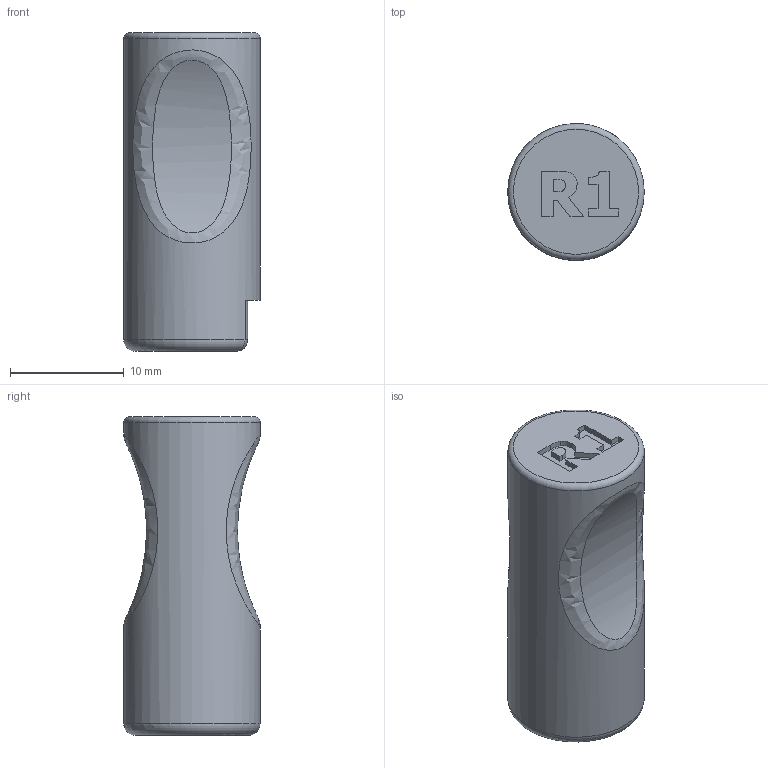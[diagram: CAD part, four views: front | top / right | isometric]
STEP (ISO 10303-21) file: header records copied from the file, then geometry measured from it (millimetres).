
FILE_DESCRIPTION(/* description */ (''),/* implementation_level */ '2;1');
FILE_NAME(/* name */ 'SP1-76-002-02-hmatnk-F1.stp',/* time_stamp */ '2024-04-16T12:54:55+02:00',/* author */ ('jan.mikulacek'),/* organization */ (''),/* preprocessor_version */ 'ST-DEVELOPER v19.2',/* originating_system */ 'Autodesk Inventor 2023',/* authorisation */ '');
FILE_SCHEMA (('AUTOMOTIVE_DESIGN { 1 0 10303 214 3 1 1 }'));
Length unit declared in the file: millimetre
Products named in the file (1): SP1-76-002-02-hmatník-F1
Bounding box: 12 x 12 x 28 mm (x, y, z)
Volume: 2578.5 mm3; surface area: 1512 mm2
Topology: 1 solids, 1 shells, 68 faces, 166 edges, 105 vertices
Faces by surface type: plane 44, bspline 11, cylinder 9, sphere 2, torus 2
Full cylindrical faces by diameter (mm): 12 x1
Entity records: 2399 total; most frequent: CARTESIAN_POINT 773, ORIENTED_EDGE 332, DIRECTION 281, EDGE_CURVE 166, LINE 123, VECTOR 123, VERTEX_POINT 105, AXIS2_PLACEMENT_3D 79
